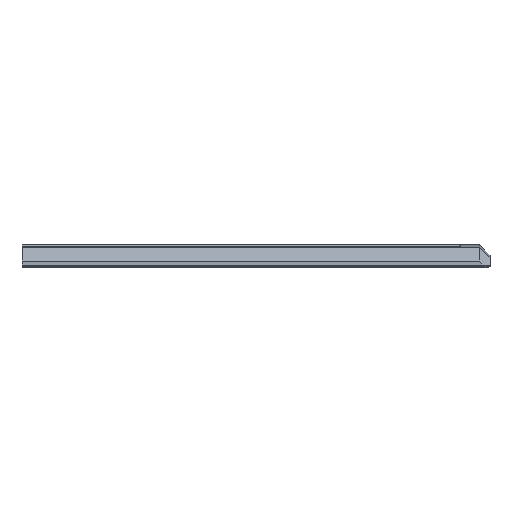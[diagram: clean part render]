
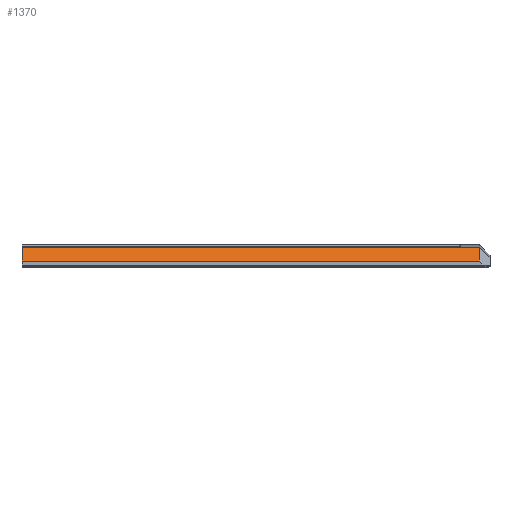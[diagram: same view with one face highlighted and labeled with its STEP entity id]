
A CAD part, top view. The second image highlights one B-rep face of the part: STEP entity #1370.
In plain terms, the highlighted planar face has unit normal (0, 0.785, 0.62).
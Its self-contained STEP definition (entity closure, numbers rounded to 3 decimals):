
#79=FACE_OUTER_BOUND('',#158,.T.);
#158=EDGE_LOOP('',(#1114,#1115,#1116,#1117));
#269=LINE('',#2007,#444);
#340=LINE('',#2160,#515);
#342=LINE('',#2163,#517);
#345=LINE('',#2169,#520);
#444=VECTOR('',#1615,10.);
#515=VECTOR('',#1742,10.);
#517=VECTOR('',#1746,10.);
#520=VECTOR('',#1755,10.);
#611=VERTEX_POINT('',#2004);
#612=VERTEX_POINT('',#2006);
#665=VERTEX_POINT('',#2156);
#666=VERTEX_POINT('',#2158);
#751=EDGE_CURVE('',#612,#611,#269,.T.);
#829=EDGE_CURVE('',#666,#665,#340,.T.);
#831=EDGE_CURVE('',#612,#666,#342,.T.);
#834=EDGE_CURVE('',#665,#611,#345,.T.);
#1114=ORIENTED_EDGE('',*,*,#834,.F.);
#1115=ORIENTED_EDGE('',*,*,#829,.F.);
#1116=ORIENTED_EDGE('',*,*,#831,.F.);
#1117=ORIENTED_EDGE('',*,*,#751,.T.);
#1304=PLANE('',#1477);
#1370=ADVANCED_FACE('',(#79),#1304,.F.);
#1477=AXIS2_PLACEMENT_3D('',#2168,#1753,#1754);
#1615=DIRECTION('',(-1.,0.,0.));
#1742=DIRECTION('',(-1.,0.,0.));
#1746=DIRECTION('',(0.,-0.62,0.785));
#1753=DIRECTION('center_axis',(0.,-0.785,
-0.62));
#1754=DIRECTION('ref_axis',(0.,0.62,-0.785));
#1755=DIRECTION('',(0.,0.62,-0.785));
#2004=CARTESIAN_POINT('',(27.235,4.33,81.928));
#2006=CARTESIAN_POINT('',(153.235,4.33,81.928));
#2007=CARTESIAN_POINT('',(-71.465,4.33,81.928));
#2156=CARTESIAN_POINT('',(27.235,0.5,86.778));
#2158=CARTESIAN_POINT('',(153.235,0.5,86.778));
#2160=CARTESIAN_POINT('',(-147.365,0.5,86.778));
#2163=CARTESIAN_POINT('',(153.235,0.404,86.899));
#2168=CARTESIAN_POINT('Origin',(-147.365,0.5,86.778));
#2169=CARTESIAN_POINT('',(27.235,20.053,62.019));
